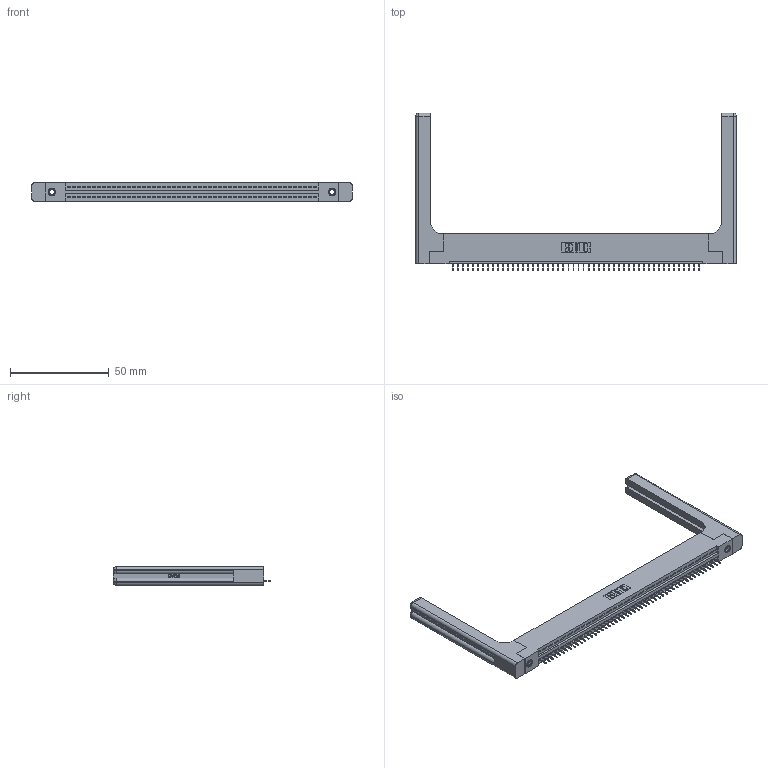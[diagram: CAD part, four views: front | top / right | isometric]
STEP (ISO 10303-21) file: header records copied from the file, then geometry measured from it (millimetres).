
FILE_DESCRIPTION (( 'STEP AP203' ), '1' );
FILE_NAME ('345-050-525-158.STEP', '2020-09-20T02:34:42', ( '' ), ( '' ), 'SwSTEP 2.0', 'SolidWorks 2020', '' );
FILE_SCHEMA (( 'CONFIG_CONTROL_DESIGN' ));
Length unit declared in the file: inch
Products named in the file (5): 345-250-001_345-250-001-102; 345-220-058_345-220-058; 345-292-001_345-293-125; 345 Part_Flush Mounting Lugs - 0.156 Dia-TH; 345-050-525-158
Assembly tree (55 placements, depth 2):
  345-050-525-158
    345 Part_Flush Mounting Lugs - 0.156 Dia-TH
    345-292-001_345-293-125  x50
    345-250-001_345-250-001-102  x2
    345-220-058_345-220-058  x2
Bounding box: 162.03 x 79.68 x 9.4 mm (x, y, z)
Volume: 23755.8 mm3; surface area: 25000.5 mm2
Topology: 55 solids, 55 shells, 3482 faces, 10007 edges, 6450 vertices
Faces by surface type: plane 2528, cylinder 894, bspline 36, cone 12, sphere 8, torus 4
Entity records: 41810 total; most frequent: CARTESIAN_POINT 8211, ORIENTED_EDGE 6992, DIRECTION 6108, EDGE_CURVE 3496, VECTOR 3076, LINE 3076, VERTEX_POINT 2318, AXIS2_PLACEMENT_3D 1516
